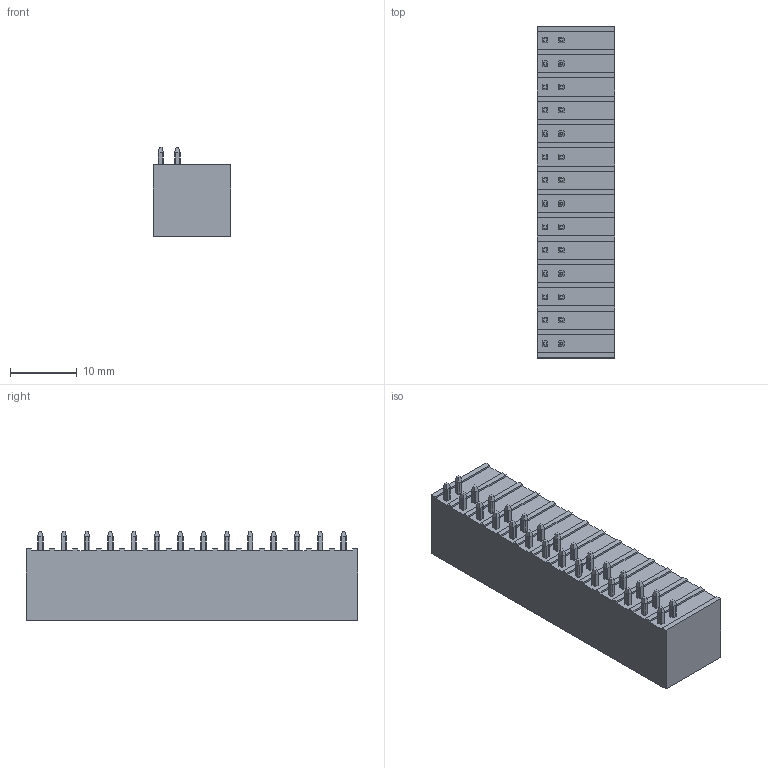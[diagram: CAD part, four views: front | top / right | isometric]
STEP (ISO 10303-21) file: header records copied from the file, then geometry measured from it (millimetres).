
FILE_DESCRIPTION((''),'2;1');
FILE_NAME('PRT0007','2024-11-18T09:55:05',('tluser'),(''),'CREO PARAMETRIC BY PTC INC, 2018100','CREO PARAMETRIC BY PTC INC, 2018100','');
FILE_SCHEMA(('CONFIG_CONTROL_DESIGN'));
Length unit declared in the file: millimetre
Products named in the file (1): PRT0007
Bounding box: 11.6 x 49.8 x 13.4 mm (x, y, z)
Volume: 4207.8 mm3; surface area: 4730.7 mm2
Topology: 1 solids, 1 shells, 1265 faces, 3618 edges, 2412 vertices
Faces by surface type: plane 839, cylinder 328, extrusion 98
Entity records: 42320 total; most frequent: CARTESIAN_POINT 9831, ORIENTED_EDGE 7236, DIRECTION 5978, EDGE_CURVE 3618, VECTOR 2640, LINE 2542, VERTEX_POINT 2412, AXIS2_PLACEMENT_3D 1669
